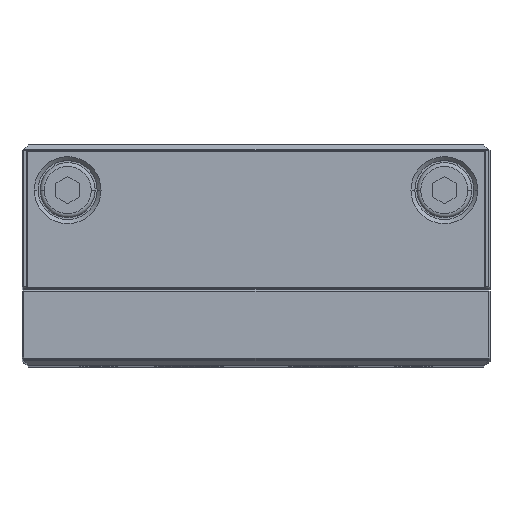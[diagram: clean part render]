
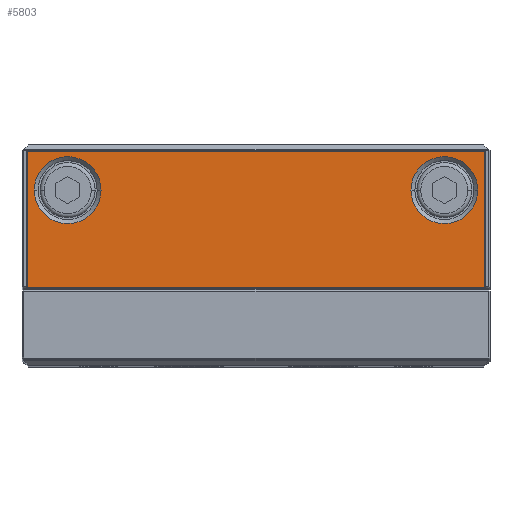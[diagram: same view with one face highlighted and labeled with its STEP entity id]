
A CAD part, top view. The second image highlights one B-rep face of the part: STEP entity #5803.
In plain terms, the highlighted planar face has unit normal (0, 0, 1).
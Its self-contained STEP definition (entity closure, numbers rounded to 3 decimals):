
#4561=FACE_BOUND('',#8300,.T.);
#4562=FACE_BOUND('',#8301,.T.);
#4563=FACE_BOUND('',#8302,.T.);
#4800=PLANE('',#26069);
#5803=ADVANCED_FACE('',(#4561,#4562,#4563),#4800,.T.);
#8300=EDGE_LOOP('',(#14359,#14360,#14361,#14362));
#8301=EDGE_LOOP('',(#14363,#14364));
#8302=EDGE_LOOP('',(#14365,#14366));
#9713=LINE('',#33052,#11986);
#9714=LINE('',#33055,#11987);
#9715=LINE('',#33057,#11988);
#9716=LINE('',#33059,#11989);
#11986=VECTOR('',#27718,1.);
#11987=VECTOR('',#27719,1.);
#11988=VECTOR('',#27720,1.);
#11989=VECTOR('',#27721,1.);
#14359=ORIENTED_EDGE('',*,*,#22501,.T.);
#14360=ORIENTED_EDGE('',*,*,#22502,.T.);
#14361=ORIENTED_EDGE('',*,*,#22503,.T.);
#14362=ORIENTED_EDGE('',*,*,#22504,.T.);
#14363=ORIENTED_EDGE('',*,*,#22427,.T.);
#14364=ORIENTED_EDGE('',*,*,#22500,.T.);
#14365=ORIENTED_EDGE('',*,*,#22431,.T.);
#14366=ORIENTED_EDGE('',*,*,#22499,.T.);
#20427=VERTEX_POINT('',#32898);
#20428=VERTEX_POINT('',#32900);
#20431=VERTEX_POINT('',#32907);
#20432=VERTEX_POINT('',#32909);
#20473=VERTEX_POINT('',#33053);
#20474=VERTEX_POINT('',#33054);
#20475=VERTEX_POINT('',#33056);
#20476=VERTEX_POINT('',#33058);
#22427=EDGE_CURVE('',#20428,#20427,#25533,.T.);
#22431=EDGE_CURVE('',#20432,#20431,#25535,.T.);
#22499=EDGE_CURVE('',#20431,#20432,#25558,.T.);
#22500=EDGE_CURVE('',#20427,#20428,#25559,.T.);
#22501=EDGE_CURVE('',#20473,#20474,#9713,.T.);
#22502=EDGE_CURVE('',#20474,#20475,#9714,.T.);
#22503=EDGE_CURVE('',#20475,#20476,#9715,.T.);
#22504=EDGE_CURVE('',#20476,#20473,#9716,.T.);
#25533=CIRCLE('',#26008,4.25);
#25535=CIRCLE('',#26011,4.25);
#25558=CIRCLE('',#26065,4.25);
#25559=CIRCLE('',#26067,4.25);
#26008=AXIS2_PLACEMENT_3D('',#32899,#27549,#27550);
#26011=AXIS2_PLACEMENT_3D('',#32908,#27557,#27558);
#26065=AXIS2_PLACEMENT_3D('',#33048,#27710,#27711);
#26067=AXIS2_PLACEMENT_3D('',#33050,#27714,#27715);
#26069=AXIS2_PLACEMENT_3D('',#33060,#27722,#27723);
#27549=DIRECTION('',(0.,0.,-1.));
#27550=DIRECTION('',(1.,0.,0.));
#27557=DIRECTION('',(0.,0.,-1.));
#27558=DIRECTION('',(1.,0.,0.));
#27710=DIRECTION('',(0.,0.,-1.));
#27711=DIRECTION('',(1.,0.,0.));
#27714=DIRECTION('',(0.,0.,-1.));
#27715=DIRECTION('',(1.,0.,0.));
#27718=DIRECTION('',(0.,-1.,0.));
#27719=DIRECTION('',(1.,0.,0.));
#27720=DIRECTION('',(0.,1.,0.));
#27721=DIRECTION('',(-1.,0.,0.));
#27722=DIRECTION('',(0.,0.,1.));
#27723=DIRECTION('',(1.,0.,0.));
#32898=CARTESIAN_POINT('',(19.7,22.2,101.5));
#32899=CARTESIAN_POINT('',(23.95,22.2,101.5));
#32900=CARTESIAN_POINT('',(28.2,22.2,101.5));
#32907=CARTESIAN_POINT('',(-28.2,22.2,101.5));
#32908=CARTESIAN_POINT('',(-23.95,22.2,101.5));
#32909=CARTESIAN_POINT('',(-19.7,22.2,101.5));
#33048=CARTESIAN_POINT('',(-23.95,22.2,101.5));
#33050=CARTESIAN_POINT('',(23.95,22.2,101.5));
#33052=CARTESIAN_POINT('',(-29.1,9.7,101.5));
#33053=CARTESIAN_POINT('',(-29.1,27.1,101.5));
#33054=CARTESIAN_POINT('',(-29.1,9.8,101.5));
#33055=CARTESIAN_POINT('',(29.2,9.8,101.5));
#33056=CARTESIAN_POINT('',(29.1,9.8,101.5));
#33057=CARTESIAN_POINT('',(29.1,27.2,101.5));
#33058=CARTESIAN_POINT('',(29.1,27.1,101.5));
#33059=CARTESIAN_POINT('',(-29.2,27.1,101.5));
#33060=CARTESIAN_POINT('',(-29.2,9.7,101.5));
